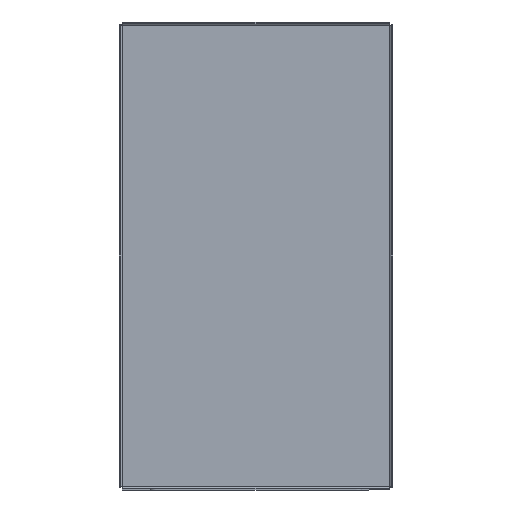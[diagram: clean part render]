
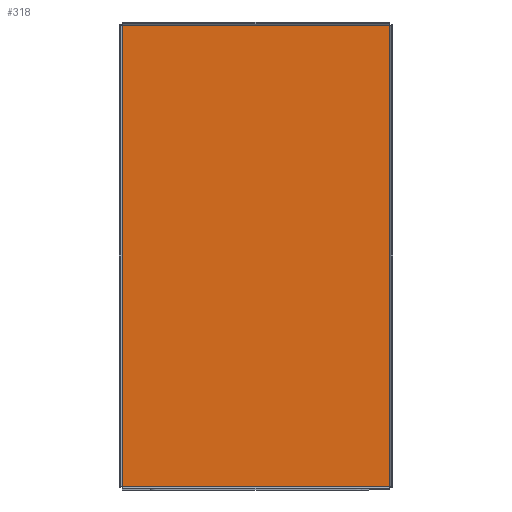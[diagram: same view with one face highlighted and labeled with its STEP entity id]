
A CAD part, left-side view. The second image highlights one B-rep face of the part: STEP entity #318.
In plain terms, the highlighted planar face has unit normal (-1, 0, 0).
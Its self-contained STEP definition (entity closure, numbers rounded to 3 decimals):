
#37 = VERTEX_POINT ( 'NONE', #2205 ) ;
#149 = LINE ( 'NONE', #1993, #1599 ) ;
#164 = AXIS2_PLACEMENT_3D ( 'NONE', #281, #1610, #1769 ) ;
#217 = VERTEX_POINT ( 'NONE', #1563 ) ;
#281 = CARTESIAN_POINT ( 'NONE',  ( -1.2, 0., 0. ) ) ;
#318 = ADVANCED_FACE ( 'NONE', ( #2270 ), #1976, .T. ) ;
#369 = CARTESIAN_POINT ( 'NONE',  ( -1.2, 87.3, -151.093 ) ) ;
#448 = ORIENTED_EDGE ( 'NONE', *, *, #1647, .F. ) ;
#533 = LINE ( 'NONE', #1582, #983 ) ;
#608 = ORIENTED_EDGE ( 'NONE', *, *, #1304, .F. ) ;
#983 = VECTOR ( 'NONE', #1971, 1000. ) ;
#1011 = VERTEX_POINT ( 'NONE', #1596 ) ;
#1040 = EDGE_CURVE ( 'NONE', #37, #1185, #533, .T. ) ;
#1075 = CARTESIAN_POINT ( 'NONE',  ( -1.2, 87.3, -150.8 ) ) ;
#1143 = DIRECTION ( 'NONE',  ( 0., 0., 1. ) ) ;
#1185 = VERTEX_POINT ( 'NONE', #1075 ) ;
#1233 = LINE ( 'NONE', #369, #1323 ) ;
#1304 = EDGE_CURVE ( 'NONE', #1185, #217, #1233, .T. ) ;
#1323 = VECTOR ( 'NONE', #1143, 1000. ) ;
#1390 = CARTESIAN_POINT ( 'NONE',  ( -1.2, 87.593, 150.8 ) ) ;
#1563 = CARTESIAN_POINT ( 'NONE',  ( -1.2, 87.3, 150.8 ) ) ;
#1582 = CARTESIAN_POINT ( 'NONE',  ( -1.2, -87.593, -150.8 ) ) ;
#1596 = CARTESIAN_POINT ( 'NONE',  ( -1.2, -87.3, 150.8 ) ) ;
#1599 = VECTOR ( 'NONE', #2373, 1000. ) ;
#1610 = DIRECTION ( 'NONE',  ( -1., 0., 0. ) ) ;
#1647 = EDGE_CURVE ( 'NONE', #1011, #37, #149, .T. ) ;
#1706 = LINE ( 'NONE', #1390, #2404 ) ;
#1769 = DIRECTION ( 'NONE',  ( 0., 0., 1. ) ) ;
#1790 = EDGE_CURVE ( 'NONE', #217, #1011, #1706, .T. ) ;
#1895 = ORIENTED_EDGE ( 'NONE', *, *, #1790, .F. ) ;
#1971 = DIRECTION ( 'NONE',  ( 0., 1., 0. ) ) ;
#1976 = PLANE ( 'NONE',  #164 ) ;
#1993 = CARTESIAN_POINT ( 'NONE',  ( -1.2, -87.3, 151.093 ) ) ;
#2034 = EDGE_LOOP ( 'NONE', ( #608, #2229, #448, #1895 ) ) ;
#2129 = DIRECTION ( 'NONE',  ( 0., -1., 0. ) ) ;
#2205 = CARTESIAN_POINT ( 'NONE',  ( -1.2, -87.3, -150.8 ) ) ;
#2229 = ORIENTED_EDGE ( 'NONE', *, *, #1040, .F. ) ;
#2270 = FACE_OUTER_BOUND ( 'NONE', #2034, .T. ) ;
#2373 = DIRECTION ( 'NONE',  ( 0., 0., -1. ) ) ;
#2404 = VECTOR ( 'NONE', #2129, 1000. ) ;
